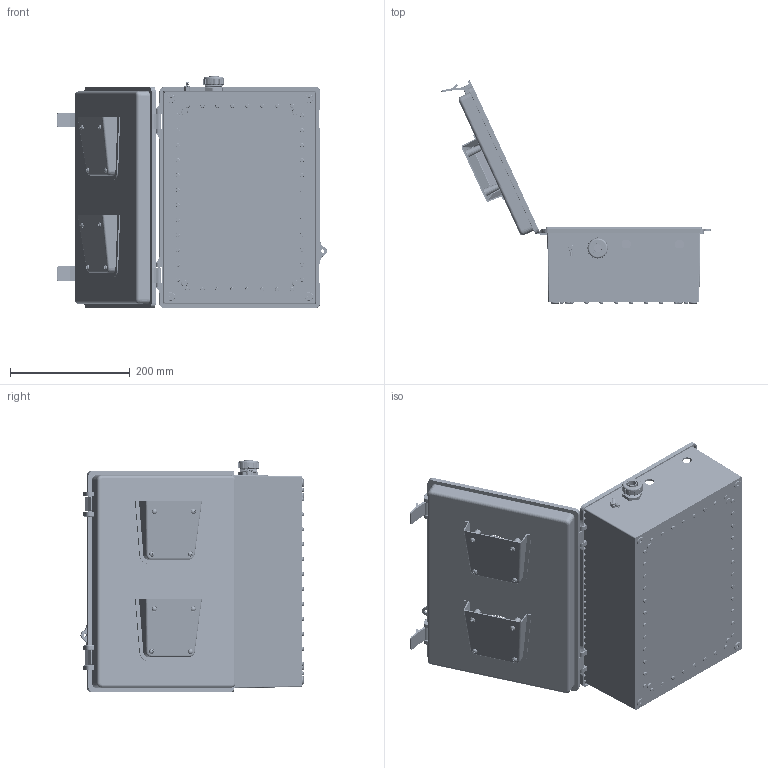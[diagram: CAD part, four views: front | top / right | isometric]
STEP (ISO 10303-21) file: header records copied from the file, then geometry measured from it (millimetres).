
FILE_DESCRIPTION (( 'STEP AP214' ), '1' );
FILE_NAME ('00406797_3D.STEP', '2022-05-20T06:36:59', ( '' ), ( '' ), 'SwSTEP 2.0', 'SolidWorks 2021', '' );
FILE_SCHEMA (( 'AUTOMOTIVE_DESIGN' ));
Length unit declared in the file: inch
Products named in the file (27): XF797-02; 1AM07-078; Fan Screen-All Wires-80x80 ALUM; 1AJ02-053; XMH-0010; XCTB-0002; XCT-0005; XFN-0013; NBE141006_lid latch; GroundWire_NB141006-10F; 1AJ03-011; XFW-0002; 10-32 NEMA PLATE SCREW; 1BE01-002; XMH-0007; XCT-0010; XFN-0026; XCT-0011; XC-0003; XFS-0026; XFN-0003; XFS-0006; XNBE141006-02_lid; 00406797_3D; XNBE141006-01_box; XFS-0017; 1AJ02-054
Assembly tree (63 placements, depth 2):
  00406797_3D
    XNBE141006-01_box
    XNBE141006-02_lid
    NBE141006_lid latch  x2
    1AM07-078  x2
    Fan Screen-All Wires-80x80 ALUM  x2
    1BE01-002
    XC-0003
    XFS-0026
    XCT-0010
    XFW-0002  x5
    XFN-0003  x2
    XCT-0005
    XFS-0017  x3
    10-32 NEMA PLATE SCREW  x4
    XCT-0011
    1AJ02-053  x4
    1AJ03-011  x8
    1AJ02-054  x4
    XFN-0026  x8
    XMH-0007  x4
    XMH-0010
    XCTB-0002
    XFN-0013  x2
    XF797-02
    XFS-0006
    GroundWire_NB141006-10F
Bounding box: 451.73 x 373.26 x 388.66 mm (x, y, z)
Volume: 1638554 mm3; surface area: 1100542.3 mm2
Topology: 244 solids, 245 shells, 7967 faces, 17720 edges, 10438 vertices
Faces by surface type: cone 3491, plane 2143, cylinder 1709, torus 510, bspline 82, sphere 32
Entity records: 185846 total; most frequent: CARTESIAN_POINT 31239, DIRECTION 24704, ORIENTED_EDGE 21964, EDGE_CURVE 10982, AXIS2_PLACEMENT_3D 9661, VERTEX_POINT 6614, LINE 5382, VECTOR 5382
